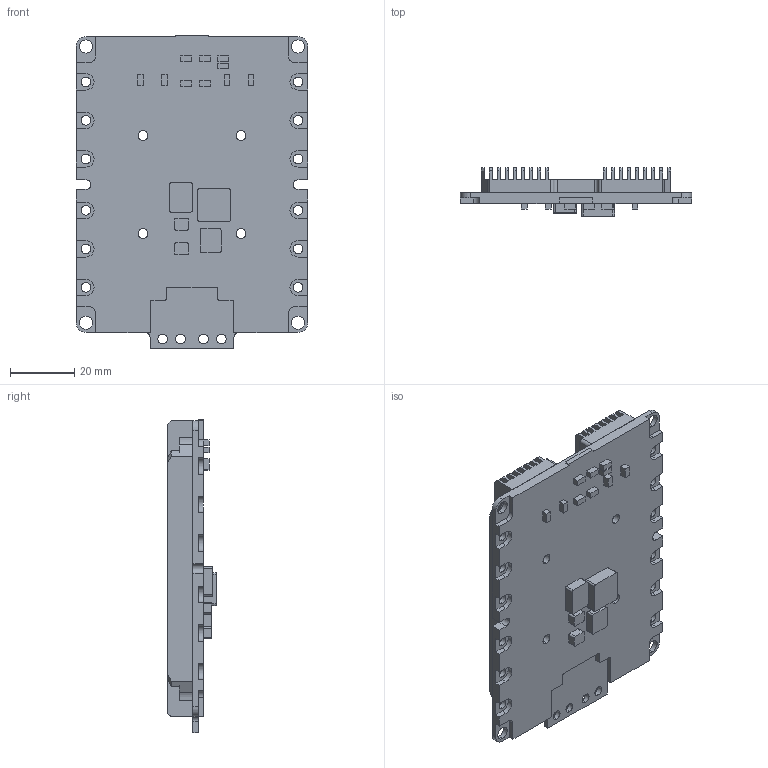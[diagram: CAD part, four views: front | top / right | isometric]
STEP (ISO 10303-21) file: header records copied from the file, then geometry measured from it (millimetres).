
FILE_DESCRIPTION (( 'STEP AP203' ), '1' );
FILE_NAME ('LUM-ESC_4in1_100A.STEP', '2023-11-27T17:04:14', ( '' ), ( '' ), 'SwSTEP 2.0', 'SolidWorks 2023', '' );
FILE_SCHEMA (( 'CONFIG_CONTROL_DESIGN' ));
Length unit declared in the file: millimetre
Products named in the file (1): LUM-ESC_4in1_100A
Bounding box: 72 x 15 x 97.7 mm (x, y, z)
Volume: 45347.5 mm3; surface area: 25936.6 mm2
Topology: 1 solids, 1 shells, 561 faces, 1608 edges, 1072 vertices
Faces by surface type: plane 379, cylinder 174, cone 8
Entity records: 18483 total; most frequent: CARTESIAN_POINT 3284, ORIENTED_EDGE 3216, DIRECTION 3074, EDGE_CURVE 1608, VECTOR 1238, LINE 1238, VERTEX_POINT 1072, AXIS2_PLACEMENT_3D 918
